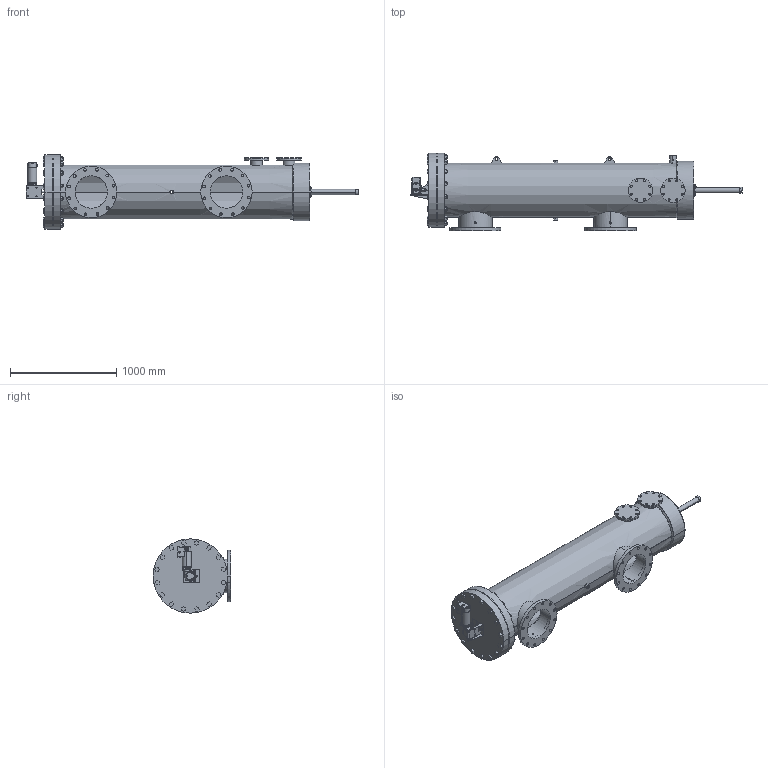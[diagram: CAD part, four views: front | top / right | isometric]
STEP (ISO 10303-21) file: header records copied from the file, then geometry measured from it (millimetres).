
FILE_DESCRIPTION (( 'STEP AP203' ), '1' );
FILE_NAME ('F12-180-FRP-LP.STEP', '2020-09-17T12:25:39', ( '' ), ( '' ), 'SwSTEP 2.0', 'SolidWorks 2018', '' );
FILE_SCHEMA (( 'CONFIG_CONTROL_DESIGN' ));
Length unit declared in the file: millimetre
Products named in the file (8): simp2; Washdown drive shaft; F12-180-FRP-LP; Motor assem; reduced size motor; Washdown mounting bracket; F12-FRP-180 for LP; simp
Assembly tree (13 placements, depth 3):
  F12-180-FRP-LP
    F12-FRP-180 for LP
    Motor assem
      Washdown drive shaft
      Washdown mounting bracket
      reduced size motor
      simp  x4
      simp2  x4
Bounding box: 3118.71 x 730.23 x 698.45 mm (x, y, z)
Volume: 74441121.2 mm3; surface area: 12345898.7 mm2
Topology: 37 solids, 37 shells, 1538 faces, 3927 edges, 2566 vertices
Faces by surface type: plane 816, cylinder 578, bspline 58, torus 48, cone 34, sphere 4
Entity records: 52503 total; most frequent: CARTESIAN_POINT 15996, ORIENTED_EDGE 7374, DIRECTION 7256, EDGE_CURVE 3687, AXIS2_PLACEMENT_3D 2556, VERTEX_POINT 2410, VECTOR 2144, LINE 2144
